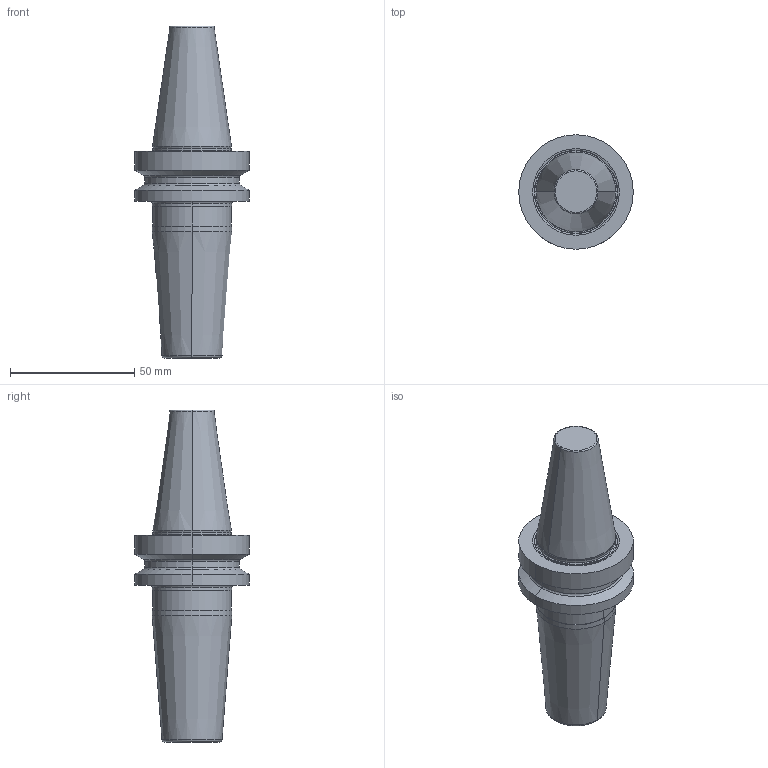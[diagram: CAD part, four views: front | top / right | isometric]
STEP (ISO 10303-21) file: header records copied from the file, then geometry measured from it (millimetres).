
FILE_DESCRIPTION((''),'2;1');
FILE_NAME('30338727','2020-04-02T13:48:29',('Bahnemannr'),(''),'CREO PARAMETRIC BY PTC INC, 2019030','CREO PARAMETRIC BY PTC INC, 2019030','');
FILE_SCHEMA(('AP242_MANAGED_MODEL_BASED_3D_ENGINEERING_MIM_LF { 1 0 10303 442 1 1 4 }'));
Length unit declared in the file: millimetre
Products named in the file (1): 30338727
Bounding box: 46 x 46 x 133.4 mm (x, y, z)
Volume: 93437.8 mm3; surface area: 16786.1 mm2
Topology: 1 solids, 2 shells, 57 faces, 112 edges, 63 vertices
Faces by surface type: torus 18, cylinder 16, cone 14, plane 9
Entity records: 2426 total; most frequent: DIRECTION 322, CARTESIAN_POINT 242, ORIENTED_EDGE 220, AXIS2_PLACEMENT_3D 145, PRESENTATION_STYLE_ASSIGNMENT 116, STYLED_ITEM 116, CURVE_STYLE 115, EDGE_CURVE 110
